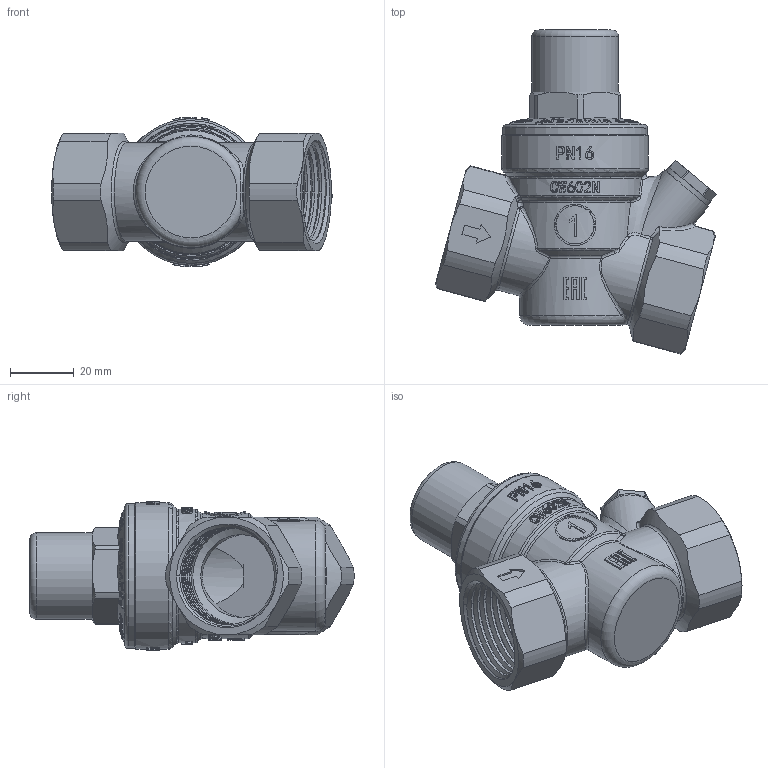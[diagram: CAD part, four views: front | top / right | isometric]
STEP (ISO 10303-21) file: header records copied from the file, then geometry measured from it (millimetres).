
FILE_DESCRIPTION(/* description */ ('STEP AP203'),/* implementation_level */ '2;1');
FILE_NAME(/* name */ 'G1.stp',/* time_stamp */ '2023-02-18T22:18:10+08:00',/* author */ ('lxr13'),/* organization */ ('Microsoft'),/* preprocessor_version */ 'ST-DEVELOPER v18.1',/* originating_system */ 'Autodesk Inventor 2022',/* authorisation */ '');
FILE_SCHEMA (('AUTOMOTIVE_DESIGN { 1 0 10303 214 3 1 1 }'));
Products named in the file (7): HPWR01-02-06-0000; HPWR0101-02-06-01; 1117BU-05; 1117BU-04; ¼õÑ¹·§Ã±; O-13X1.5; ºÚÉ«¶ÂÍ·
Assembly tree (6 placements, depth 2):
  HPWR01-02-06-0000
    HPWR0101-02-06-01
    1117BU-05
    1117BU-04
    ¼õÑ¹·§Ã±
    O-13X1.5
    ºÚÉ«¶ÂÍ·
Bounding box: 88.14 x 101.74 x 47 mm (x, y, z)
Volume: 58339.8 mm3; surface area: 44111.1 mm2
Topology: 6 solids, 6 shells, 1342 faces, 3545 edges, 2316 vertices
Faces by surface type: plane 695, bspline 328, cylinder 163, cone 112, torus 32, sphere 12
Full cylindrical faces by diameter (mm): 2.5 x1, 3 x1, 4.9 x1, 5 x1, 6 x1, 8 x1, 10 x1, 10.7 x1, 11.5 x6, 12 x1, 13.5 x1, 17 x1, 18 x1, 26 x2, 27.3 x1, 30.1 x1, 30.5 x10, 34.5 x2, 36.8 x1, 40 x1, 40.5 x5, 45.5 x1, 46 x1
Entity records: 86921 total; most frequent: CARTESIAN_POINT 55969, ORIENTED_EDGE 7076, DIRECTION 5419, EDGE_CURVE 3538, VERTEX_POINT 2316, AXIS2_PLACEMENT_3D 1935, LINE 1549, VECTOR 1549
